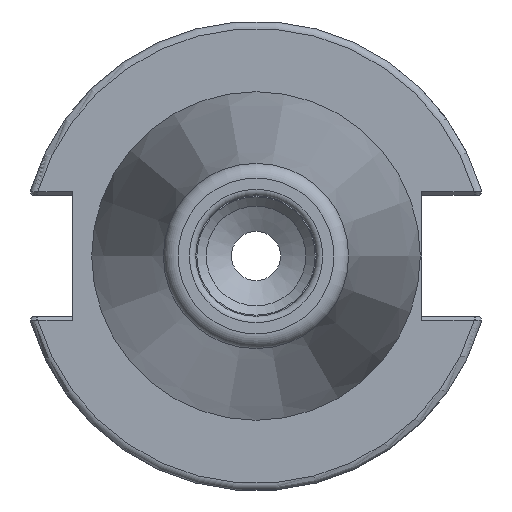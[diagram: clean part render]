
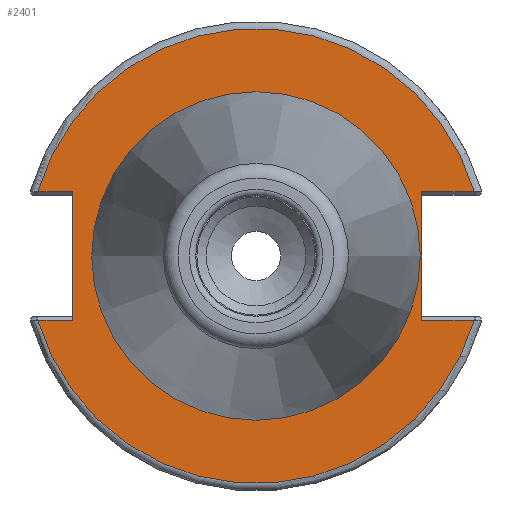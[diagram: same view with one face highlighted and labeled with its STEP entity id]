
A CAD part, left-side view. The second image highlights one B-rep face of the part: STEP entity #2401.
In plain terms, the highlighted planar face has unit normal (-1, 0, 0).
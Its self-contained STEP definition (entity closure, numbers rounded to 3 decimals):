
#72=FACE_BOUND('',#613,.T.);
#88=PLANE('',#2606);
#175=LINE('',#3770,#309);
#177=LINE('',#3838,#311);
#178=LINE('',#3840,#312);
#179=LINE('',#3844,#313);
#180=LINE('',#3846,#314);
#181=LINE('',#3847,#315);
#309=VECTOR('',#2976,10.);
#311=VECTOR('',#2994,10.);
#312=VECTOR('',#2995,10.);
#313=VECTOR('',#2998,10.);
#314=VECTOR('',#2999,10.);
#315=VECTOR('',#3000,10.);
#474=FACE_OUTER_BOUND('',#612,.T.);
#612=EDGE_LOOP('',(#1734,#1735,#1736,#1737,#1738,#1739,#1740,#1741));
#613=EDGE_LOOP('',(#1742,#1743));
#823=CIRCLE('',#2605,30.775);
#824=CIRCLE('',#2607,30.775);
#825=CIRCLE('',#2608,22.225);
#826=CIRCLE('',#2609,22.225);
#995=VERTEX_POINT('',#3763);
#998=VERTEX_POINT('',#3768);
#1004=VERTEX_POINT('',#3816);
#1006=VERTEX_POINT('',#3837);
#1007=VERTEX_POINT('',#3839);
#1008=VERTEX_POINT('',#3841);
#1009=VERTEX_POINT('',#3843);
#1010=VERTEX_POINT('',#3845);
#1011=VERTEX_POINT('',#3848);
#1012=VERTEX_POINT('',#3849);
#1276=EDGE_CURVE('',#998,#995,#175,.T.);
#1286=EDGE_CURVE('',#995,#1004,#823,.T.);
#1289=EDGE_CURVE('',#998,#1006,#177,.T.);
#1290=EDGE_CURVE('',#1007,#1006,#178,.T.);
#1291=EDGE_CURVE('',#1008,#1007,#824,.T.);
#1292=EDGE_CURVE('',#1009,#1008,#179,.T.);
#1293=EDGE_CURVE('',#1009,#1010,#180,.T.);
#1294=EDGE_CURVE('',#1004,#1010,#181,.T.);
#1295=EDGE_CURVE('',#1011,#1012,#825,.T.);
#1296=EDGE_CURVE('',#1012,#1011,#826,.T.);
#1734=ORIENTED_EDGE('',*,*,#1276,.F.);
#1735=ORIENTED_EDGE('',*,*,#1289,.T.);
#1736=ORIENTED_EDGE('',*,*,#1290,.F.);
#1737=ORIENTED_EDGE('',*,*,#1291,.F.);
#1738=ORIENTED_EDGE('',*,*,#1292,.F.);
#1739=ORIENTED_EDGE('',*,*,#1293,.T.);
#1740=ORIENTED_EDGE('',*,*,#1294,.F.);
#1741=ORIENTED_EDGE('',*,*,#1286,.F.);
#1742=ORIENTED_EDGE('',*,*,#1295,.T.);
#1743=ORIENTED_EDGE('',*,*,#1296,.T.);
#2401=ADVANCED_FACE('',(#474,#72),#88,.T.);
#2605=AXIS2_PLACEMENT_3D('',#3817,#2990,#2991);
#2606=AXIS2_PLACEMENT_3D('',#3836,#2992,#2993);
#2607=AXIS2_PLACEMENT_3D('',#3842,#2996,#2997);
#2608=AXIS2_PLACEMENT_3D('',#3850,#3001,#3002);
#2609=AXIS2_PLACEMENT_3D('',#3851,#3003,#3004);
#2976=DIRECTION('',(0.,-1.,0.));
#2990=DIRECTION('center_axis',(1.,0.,0.));
#2991=DIRECTION('ref_axis',(0.,0.,-1.));
#2992=DIRECTION('center_axis',(-1.,0.,0.));
#2993=DIRECTION('ref_axis',(0.,0.,1.));
#2994=DIRECTION('',(0.,0.,1.));
#2995=DIRECTION('',(0.,1.,0.));
#2996=DIRECTION('center_axis',(1.,0.,0.));
#2997=DIRECTION('ref_axis',(0.,0.,-1.));
#2998=DIRECTION('',(0.,1.,0.));
#2999=DIRECTION('',(0.,0.,-1.));
#3000=DIRECTION('',(0.,-1.,0.));
#3001=DIRECTION('center_axis',(1.,0.,0.));
#3002=DIRECTION('ref_axis',(0.,0.,-1.));
#3003=DIRECTION('center_axis',(1.,0.,0.));
#3004=DIRECTION('ref_axis',(0.,0.,-1.));
#3763=CARTESIAN_POINT('',(3.175,-29.523,-8.69));
#3768=CARTESIAN_POINT('',(3.175,-22.41,-8.69));
#3770=CARTESIAN_POINT('',(3.175,-4.878,-8.69));
#3816=CARTESIAN_POINT('',(3.175,29.523,-8.69));
#3817=CARTESIAN_POINT('Origin',(3.175,0.,
0.));
#3836=CARTESIAN_POINT('Origin',(3.175,30.775,0.));
#3837=CARTESIAN_POINT('',(3.175,-22.41,8.69));
#3838=CARTESIAN_POINT('',(3.175,-22.41,-4.095));
#3839=CARTESIAN_POINT('',(3.175,-29.523,8.69));
#3840=CARTESIAN_POINT('',(3.175,4.182,8.69));
#3841=CARTESIAN_POINT('',(3.175,29.523,8.69));
#3842=CARTESIAN_POINT('Origin',(3.175,0.,
0.));
#3843=CARTESIAN_POINT('',(3.175,24.8,8.69));
#3844=CARTESIAN_POINT('',(3.175,32.958,8.69));
#3845=CARTESIAN_POINT('',(3.175,24.8,-8.69));
#3846=CARTESIAN_POINT('',(3.175,24.8,4.095));
#3847=CARTESIAN_POINT('',(3.175,27.788,-8.69));
#3848=CARTESIAN_POINT('',(3.175,22.225,0.));
#3849=CARTESIAN_POINT('',(3.175,-22.225,0.));
#3850=CARTESIAN_POINT('Origin',(3.175,0.,
0.));
#3851=CARTESIAN_POINT('Origin',(3.175,0.,
0.));
